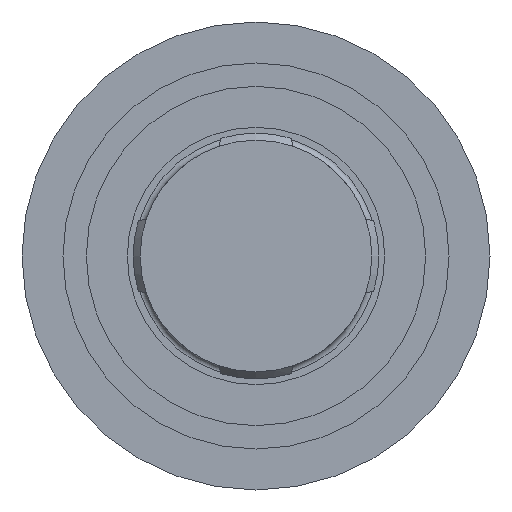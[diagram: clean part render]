
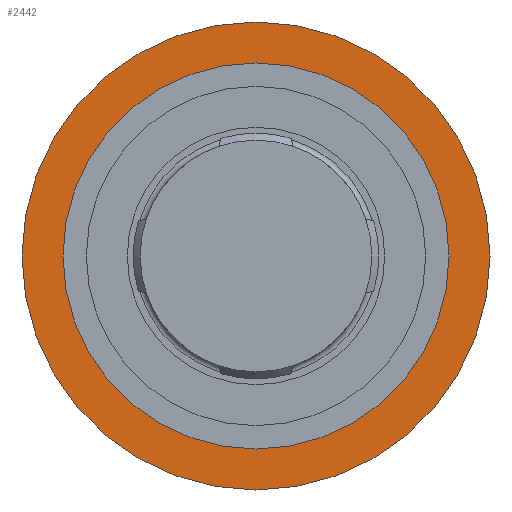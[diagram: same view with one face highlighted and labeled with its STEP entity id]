
A CAD part, front view. The second image highlights one B-rep face of the part: STEP entity #2442.
In plain terms, the highlighted face is planar.
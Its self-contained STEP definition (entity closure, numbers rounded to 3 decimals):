
#113=CIRCLE('',#2591,20.);
#114=CIRCLE('',#2593,16.5);
#271=ORIENTED_EDGE('',*,*,#749,.F.);
#272=ORIENTED_EDGE('',*,*,#748,.T.);
#748=EDGE_CURVE('',#985,#985,#113,.T.);
#749=EDGE_CURVE('',#986,#986,#114,.T.);
#985=VERTEX_POINT('',#3481);
#986=VERTEX_POINT('',#3484);
#1411=EDGE_LOOP('',(#271));
#1412=EDGE_LOOP('',(#272));
#1539=FACE_BOUND('',#1411,.T.);
#1540=FACE_BOUND('',#1412,.T.);
#1645=PLANE('',#2592);
#2442=ADVANCED_FACE('',(#1539,#1540),#1645,.F.);
#2591=AXIS2_PLACEMENT_3D('',#3480,#2890,#2891);
#2592=AXIS2_PLACEMENT_3D('',#3482,#2892,#2893);
#2593=AXIS2_PLACEMENT_3D('',#3483,#2894,#2895);
#2890=DIRECTION('',(1.,0.,0.));
#2891=DIRECTION('',(0.,0.,-1.));
#2892=DIRECTION('',(-1.,0.,0.));
#2893=DIRECTION('',(0.,0.,1.));
#2894=DIRECTION('',(1.,0.,0.));
#2895=DIRECTION('',(0.,0.,-1.));
#3480=CARTESIAN_POINT('',(-25.,0.,0.));
#3481=CARTESIAN_POINT('',(-25.,0.,-20.));
#3482=CARTESIAN_POINT('',(-25.,20.,0.));
#3483=CARTESIAN_POINT('',(-25.,0.,0.));
#3484=CARTESIAN_POINT('',(-25.,0.,-16.5));
